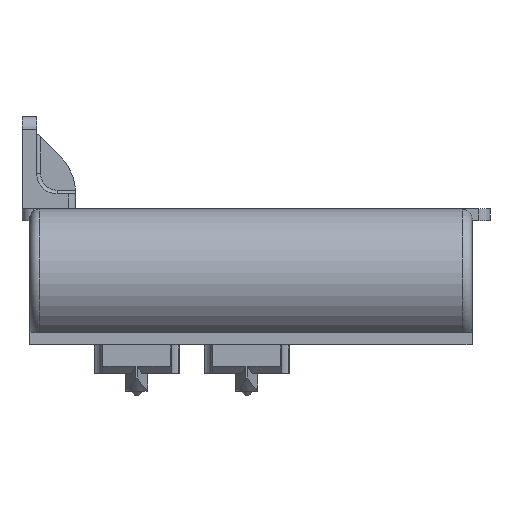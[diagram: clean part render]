
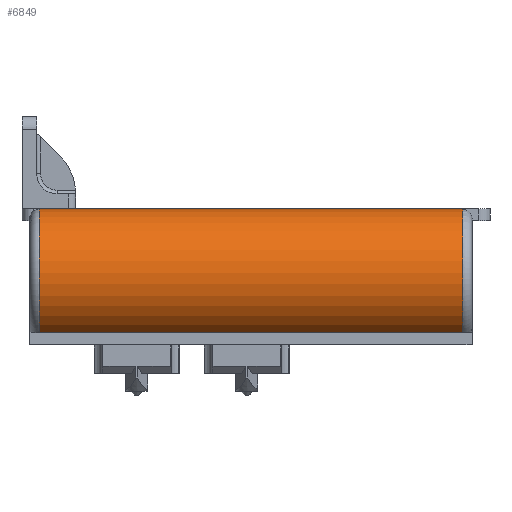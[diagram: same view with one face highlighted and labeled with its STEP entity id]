
A CAD part, front view. The second image highlights one B-rep face of the part: STEP entity #6849.
In plain terms, the highlighted cylindrical face has radius 18.4 mm (diameter 36.8 mm), a partial arc.
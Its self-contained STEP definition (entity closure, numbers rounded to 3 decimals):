
#521=CYLINDRICAL_SURFACE('',#7595,18.4);
#868=FACE_OUTER_BOUND('',#1329,.T.);
#1329=EDGE_LOOP('',(#6460,#6461,#6462,#6463));
#1939=LINE('',#11686,#2555);
#1946=LINE('',#11729,#2562);
#2555=VECTOR('',#9578,10.);
#2562=VECTOR('',#9601,10.);
#2890=CIRCLE('',#7583,18.4);
#2894=CIRCLE('',#7590,18.4);
#3524=VERTEX_POINT('',#11646);
#3527=VERTEX_POINT('',#11660);
#3533=VERTEX_POINT('',#11685);
#3536=VERTEX_POINT('',#11702);
#4498=EDGE_CURVE('',#3527,#3524,#2890,.T.);
#4505=EDGE_CURVE('',#3533,#3524,#1939,.T.);
#4511=EDGE_CURVE('',#3533,#3536,#2894,.T.);
#4518=EDGE_CURVE('',#3536,#3527,#1946,.T.);
#6460=ORIENTED_EDGE('',*,*,#4498,.F.);
#6461=ORIENTED_EDGE('',*,*,#4518,.F.);
#6462=ORIENTED_EDGE('',*,*,#4511,.F.);
#6463=ORIENTED_EDGE('',*,*,#4505,.T.);
#6849=ADVANCED_FACE('',(#868),#521,.T.);
#7583=AXIS2_PLACEMENT_3D('',#11671,#9564,#9565);
#7590=AXIS2_PLACEMENT_3D('',#11715,#9585,#9586);
#7595=AXIS2_PLACEMENT_3D('',#11728,#9599,#9600);
#9564=DIRECTION('center_axis',(1.,0.,0.));
#9565=DIRECTION('ref_axis',(0.,-0.918,0.396));
#9578=DIRECTION('',(1.,0.,0.));
#9585=DIRECTION('center_axis',(-1.,0.,0.));
#9586=DIRECTION('ref_axis',(0.,-0.918,0.396));
#9599=DIRECTION('center_axis',(1.,0.,0.));
#9600=DIRECTION('ref_axis',(0.,0.203,0.979));
#9601=DIRECTION('',(1.,0.,0.));
#11646=CARTESIAN_POINT('',(119.616,-14.356,-30.434));
#11660=CARTESIAN_POINT('',(119.616,-0.082,2.666));
#11671=CARTESIAN_POINT('Origin',(119.616,-3.819,-15.35));
#11685=CARTESIAN_POINT('',(4.616,-14.356,-30.434));
#11686=CARTESIAN_POINT('',(82.116,-14.356,-30.434));
#11702=CARTESIAN_POINT('',(4.616,-0.082,2.666));
#11715=CARTESIAN_POINT('Origin',(4.616,-3.819,-15.35));
#11728=CARTESIAN_POINT('Origin',(82.116,-3.819,-15.35));
#11729=CARTESIAN_POINT('',(82.116,-0.082,2.666));
